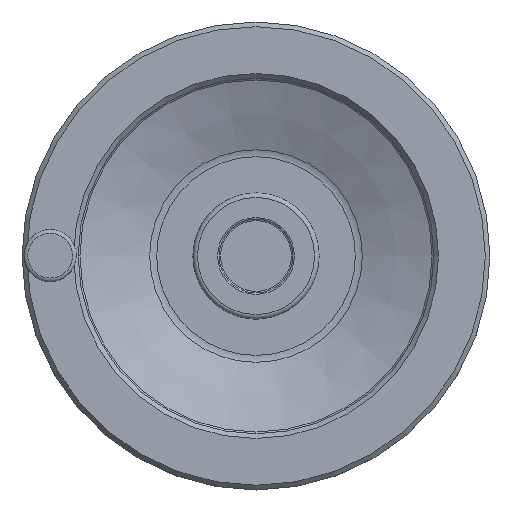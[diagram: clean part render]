
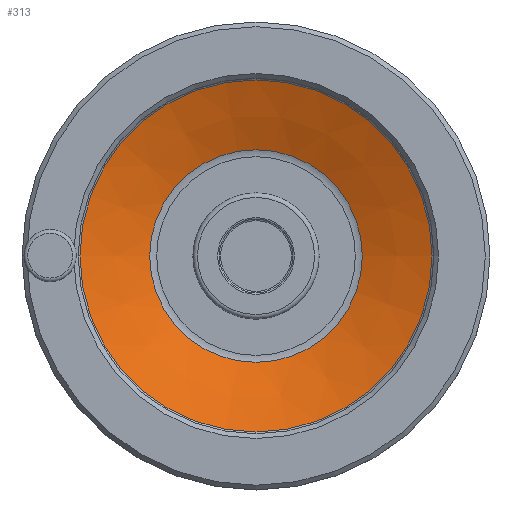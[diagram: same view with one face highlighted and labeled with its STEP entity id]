
A CAD part, top view. The second image highlights one B-rep face of the part: STEP entity #313.
In plain terms, the highlighted conical face has half-angle 68.199 degrees and reference radius 55 mm.
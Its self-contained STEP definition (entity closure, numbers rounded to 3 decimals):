
#313 = ADVANCED_FACE( '', ( #678, #679 ), #680, .F. );
#678 = FACE_OUTER_BOUND( '', #2374, .T. );
#679 = FACE_BOUND( '', #2375, .T. );
#680 = CONICAL_SURFACE( '', #2376, 55., 1.19 );
#2374 = EDGE_LOOP( '', ( #3071 ) );
#2375 = EDGE_LOOP( '', ( #3072 ) );
#2376 = AXIS2_PLACEMENT_3D( '', #3073, #3074, #3075 );
#3071 = ORIENTED_EDGE( '', *, *, #3283, .T. );
#3072 = ORIENTED_EDGE( '', *, *, #3181, .T. );
#3073 = CARTESIAN_POINT( '', ( 0., 0., 27.4 ) );
#3074 = DIRECTION( '', ( 0., 0., 1. ) );
#3075 = DIRECTION( '', ( 1., 0., 0. ) );
#3181 = EDGE_CURVE( '', #3507, #3507, #3508, .T. );
#3283 = EDGE_CURVE( '', #3657, #3657, #3658, .T. );
#3507 = VERTEX_POINT( '', #4027 );
#3508 = CIRCLE( '', #4028, 56.788 );
#3657 = VERTEX_POINT( '', #4509 );
#3658 = CIRCLE( '', #4510, 94.057 );
#4027 = CARTESIAN_POINT( '', ( -56.788, 0., 28.115 ) );
#4028 = AXIS2_PLACEMENT_3D( '', #4968, #4969, #4970 );
#4509 = CARTESIAN_POINT( '', ( 94.057, 0., 43.023 ) );
#4510 = AXIS2_PLACEMENT_3D( '', #5091, #5092, #5093 );
#4968 = CARTESIAN_POINT( '', ( 0., 0., 28.115 ) );
#4969 = DIRECTION( '', ( 0., 0., -1. ) );
#4970 = DIRECTION( '', ( -1., 0., 0. ) );
#5091 = CARTESIAN_POINT( '', ( 0., 0., 43.023 ) );
#5092 = DIRECTION( '', ( 0., 0., 1. ) );
#5093 = DIRECTION( '', ( 1., 0., 0. ) );
